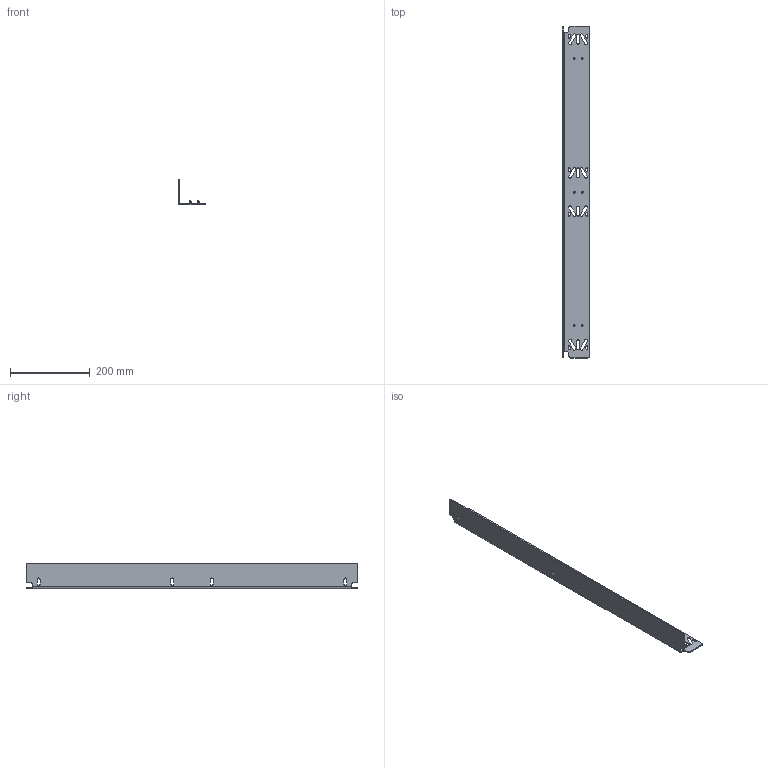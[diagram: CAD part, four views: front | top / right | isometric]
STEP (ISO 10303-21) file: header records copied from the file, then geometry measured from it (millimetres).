
FILE_DESCRIPTION((''),'2;1');
FILE_NAME('156654_SW','2011-04-06T',('banengservice'),('BANNER ENGINEERING'),'PRO/ENGINEER BY PARAMETRIC TECHNOLOGY CORPORATION, 2009141','PRO/ENGINEER BY PARAMETRIC TECHNOLOGY CORPORATION, 2009141','');
FILE_SCHEMA(('CONFIG_CONTROL_DESIGN'));
Products named in the file (1): 156654_SW
Bounding box: 67.7 x 830 x 65 mm (x, y, z)
Volume: 273433.2 mm3; surface area: 214535.9 mm2
Topology: 1 solids, 1 shells, 340 faces, 916 edges, 596 vertices
Faces by surface type: cylinder 176, plane 92, bspline 54, torus 12, cone 6
Entity records: 44528 total; most frequent: CARTESIAN_POINT 36394, ORIENTED_EDGE 1832, DIRECTION 1414, EDGE_CURVE 916, VERTEX_POINT 596, AXIS2_PLACEMENT_3D 494, VECTOR 426, LINE 426
